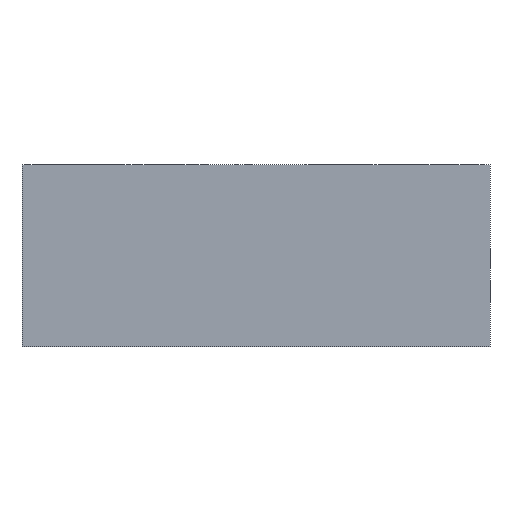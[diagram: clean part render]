
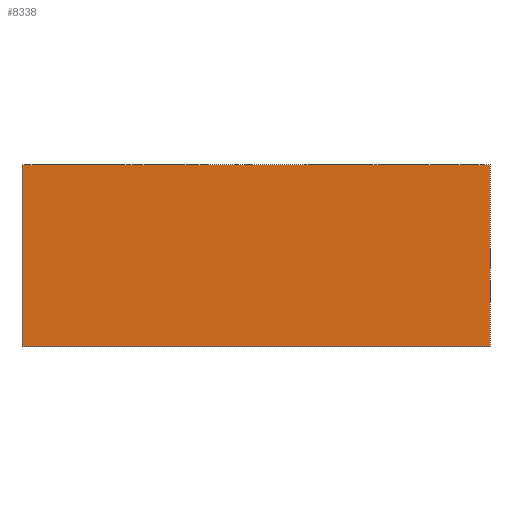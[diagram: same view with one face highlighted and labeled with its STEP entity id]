
A CAD part, front view. The second image highlights one B-rep face of the part: STEP entity #8338.
In plain terms, the highlighted planar face has unit normal (0, -1, 0).
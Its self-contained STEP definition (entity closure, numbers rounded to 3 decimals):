
#602=PLANE('',#8864);
#1027=FACE_OUTER_BOUND('',#1501,.T.);
#1501=EDGE_LOOP('',(#7448,#7449,#7450,#7451));
#1880=LINE('',#12648,#2688);
#2335=LINE('',#14099,#3143);
#2340=LINE('',#14108,#3148);
#2341=LINE('',#14109,#3149);
#2688=VECTOR('',#9419,10.);
#3143=VECTOR('',#10684,10.);
#3148=VECTOR('',#10695,10.);
#3149=VECTOR('',#10696,10.);
#3638=VERTEX_POINT('',#12641);
#3641=VERTEX_POINT('',#12646);
#4103=VERTEX_POINT('',#14096);
#4104=VERTEX_POINT('',#14098);
#4598=EDGE_CURVE('',#3638,#3641,#1880,.T.);
#5237=EDGE_CURVE('',#4103,#4104,#2335,.T.);
#5242=EDGE_CURVE('',#4103,#3638,#2340,.T.);
#5243=EDGE_CURVE('',#4104,#3641,#2341,.T.);
#7448=ORIENTED_EDGE('',*,*,#5242,.T.);
#7449=ORIENTED_EDGE('',*,*,#4598,.T.);
#7450=ORIENTED_EDGE('',*,*,#5243,.F.);
#7451=ORIENTED_EDGE('',*,*,#5237,.F.);
#8338=ADVANCED_FACE('',(#1027),#602,.T.);
#8864=AXIS2_PLACEMENT_3D('',#14107,#10693,#10694);
#9419=DIRECTION('',(0.,0.,1.));
#10684=DIRECTION('',(0.,0.,1.));
#10693=DIRECTION('center_axis',(0.,-1.,0.));
#10694=DIRECTION('ref_axis',(1.,0.,0.));
#10695=DIRECTION('',(1.,0.,0.));
#10696=DIRECTION('',(1.,0.,0.));
#12641=CARTESIAN_POINT('',(114.3,0.,0.));
#12646=CARTESIAN_POINT('',(114.3,0.,44.45));
#12648=CARTESIAN_POINT('',(114.3,0.,0.));
#14096=CARTESIAN_POINT('',(0.,0.,0.));
#14098=CARTESIAN_POINT('',(0.,0.,44.45));
#14099=CARTESIAN_POINT('',(0.,0.,0.));
#14107=CARTESIAN_POINT('Origin',(0.,0.,0.));
#14108=CARTESIAN_POINT('',(0.,0.,0.));
#14109=CARTESIAN_POINT('',(0.,0.,44.45));
